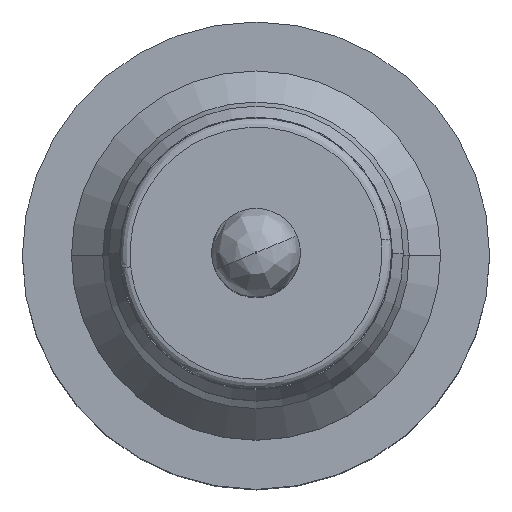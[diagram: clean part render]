
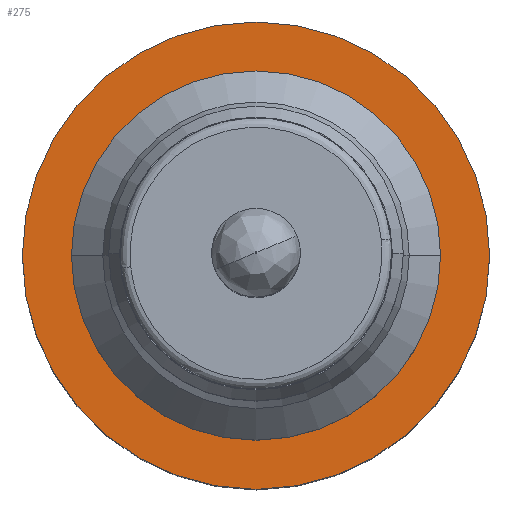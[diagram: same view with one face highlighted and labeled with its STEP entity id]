
A CAD part, top view. The second image highlights one B-rep face of the part: STEP entity #275.
In plain terms, the highlighted planar face has unit normal (0, 0, 1).
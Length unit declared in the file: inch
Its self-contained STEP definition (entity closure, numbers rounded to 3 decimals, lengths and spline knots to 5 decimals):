
#79 = DIRECTION ( 'NONE',  ( 1., 0., 0. ) ) ;
#80 = DIRECTION ( 'NONE',  ( 0., 0., 1. ) ) ;
#82 = PLANE ( 'NONE',  #1795 ) ;
#85 = CARTESIAN_POINT ( 'NONE',  ( 0.1925, 0., 0.888 ) ) ;
#210 = AXIS2_PLACEMENT_3D ( 'NONE', #493, #492, #491 ) ;
#227 = EDGE_CURVE ( 'NONE', #925, #941, #994, .T. ) ;
#275 = ADVANCED_FACE ( 'NONE', ( #1081, #1087 ), #82, .T. ) ;
#318 = EDGE_CURVE ( 'NONE', #941, #925, #1152, .T. ) ;
#336 = EDGE_CURVE ( 'NONE', #945, #942, #1176, .T. ) ;
#386 = EDGE_CURVE ( 'NONE', #942, #945, #1509, .T. ) ;
#491 = DIRECTION ( 'NONE',  ( -1., 0., 0. ) ) ;
#492 = DIRECTION ( 'NONE',  ( 0., 0., -1. ) ) ;
#493 = CARTESIAN_POINT ( 'NONE',  ( 0., 0., 0.888 ) ) ;
#554 = ORIENTED_EDGE ( 'NONE', *, *, #227, .F. ) ;
#607 = EDGE_LOOP ( 'NONE', ( #699, #664 ) ) ;
#608 = EDGE_LOOP ( 'NONE', ( #554, #715 ) ) ;
#664 = ORIENTED_EDGE ( 'NONE', *, *, #386, .T. ) ;
#699 = ORIENTED_EDGE ( 'NONE', *, *, #336, .T. ) ;
#715 = ORIENTED_EDGE ( 'NONE', *, *, #318, .F. ) ;
#925 = VERTEX_POINT ( 'NONE', #1713 ) ;
#941 = VERTEX_POINT ( 'NONE', #1729 ) ;
#942 = VERTEX_POINT ( 'NONE', #1730 ) ;
#945 = VERTEX_POINT ( 'NONE', #1733 ) ;
#994 = CIRCLE ( 'NONE', #210, 0.2475 ) ;
#1081 = FACE_OUTER_BOUND ( 'NONE', #608, .T. ) ;
#1087 = FACE_BOUND ( 'NONE', #607, .T. ) ;
#1152 = CIRCLE ( 'NONE', #1828, 0.2475 ) ;
#1176 = CIRCLE ( 'NONE', #1843, 0.1955 ) ;
#1221 = CARTESIAN_POINT ( 'NONE',  ( 0., 0., 0.888 ) ) ;
#1222 = DIRECTION ( 'NONE',  ( 0., 0., -1. ) ) ;
#1223 = DIRECTION ( 'NONE',  ( -1., 0., 0. ) ) ;
#1269 = CARTESIAN_POINT ( 'NONE',  ( 0., 0., 0.888 ) ) ;
#1270 = DIRECTION ( 'NONE',  ( 0., 0., -1. ) ) ;
#1271 = DIRECTION ( 'NONE',  ( 0., -1., 0. ) ) ;
#1426 = AXIS2_PLACEMENT_3D ( 'NONE', #1591, #1592, #1593 ) ;
#1509 = CIRCLE ( 'NONE', #1426, 0.1955 ) ;
#1591 = CARTESIAN_POINT ( 'NONE',  ( 0., 0., 0.888 ) ) ;
#1592 = DIRECTION ( 'NONE',  ( 0., 0., -1. ) ) ;
#1593 = DIRECTION ( 'NONE',  ( 0., -1., 0. ) ) ;
#1713 = CARTESIAN_POINT ( 'NONE',  ( -0.2475, 0., 0.888 ) ) ;
#1729 = CARTESIAN_POINT ( 'NONE',  ( 0.2475, 0., 0.888 ) ) ;
#1730 = CARTESIAN_POINT ( 'NONE',  ( 0., 0.1955, 0.888 ) ) ;
#1733 = CARTESIAN_POINT ( 'NONE',  ( 0., -0.1955, 0.888 ) ) ;
#1795 = AXIS2_PLACEMENT_3D ( 'NONE', #85, #80, #79 ) ;
#1828 = AXIS2_PLACEMENT_3D ( 'NONE', #1221, #1222, #1223 ) ;
#1843 = AXIS2_PLACEMENT_3D ( 'NONE', #1269, #1270, #1271 ) ;
